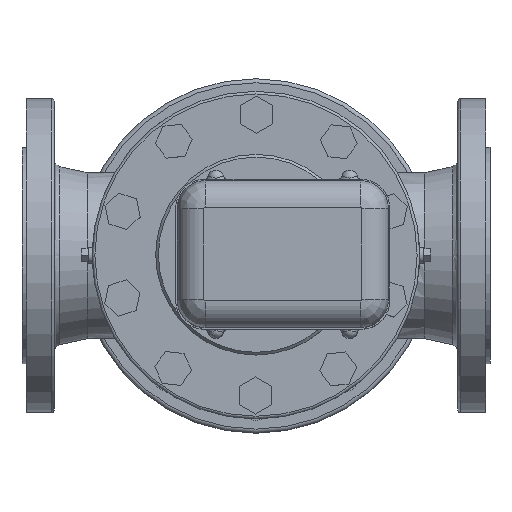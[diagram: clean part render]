
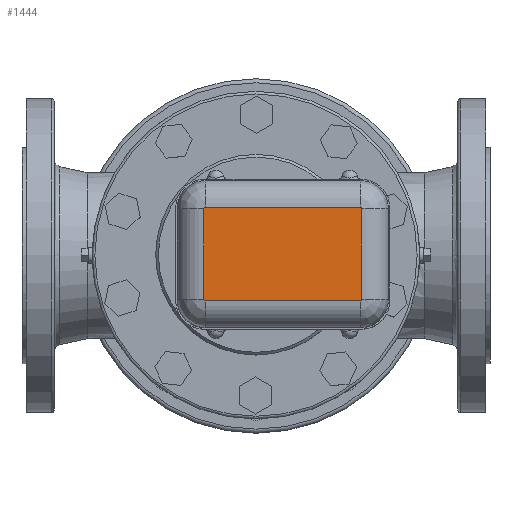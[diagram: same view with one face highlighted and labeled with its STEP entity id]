
A CAD part, top view. The second image highlights one B-rep face of the part: STEP entity #1444.
In plain terms, the highlighted planar face has unit normal (0, 0, 1).
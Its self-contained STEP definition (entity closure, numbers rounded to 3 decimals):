
#923=CARTESIAN_POINT('',(-38.0,-35.,675.));
#924=VERTEX_POINT('',#923);
#932=CARTESIAN_POINT('',(-39.,-34.,675.));
#933=VERTEX_POINT('',#932);
#934=CARTESIAN_POINT('',(-38.0,-34.,675.));
#935=DIRECTION('',(0.,0.,-1.));
#936=DIRECTION('',(-0.707,-0.707,0.));
#937=AXIS2_PLACEMENT_3D('',#934,#935,#936);
#938=CIRCLE('',#937,1.);
#939=EDGE_CURVE('',#924,#933,#938,.T.);
#967=CARTESIAN_POINT('',(78.0,-35.,675.));
#968=VERTEX_POINT('',#967);
#976=CARTESIAN_POINT('',(78.0,-35.,675.));
#977=DIRECTION('',(-1.0,0.0,0.0));
#978=VECTOR('',#977,116.0);
#979=LINE('',#976,#978);
#980=EDGE_CURVE('',#968,#924,#979,.T.);
#997=CARTESIAN_POINT('',(-39.,34.0,675.));
#998=VERTEX_POINT('',#997);
#1015=CARTESIAN_POINT('',(-39.,-34.,675.));
#1016=DIRECTION('',(0.0,1.0,0.0));
#1017=VECTOR('',#1016,68.);
#1018=LINE('',#1015,#1017);
#1019=EDGE_CURVE('',#933,#998,#1018,.T.);
#1079=CARTESIAN_POINT('',(79.,-34.,675.));
#1080=VERTEX_POINT('',#1079);
#1088=CARTESIAN_POINT('',(78.,-34.,675.));
#1089=DIRECTION('',(0.,0.,-1.0));
#1090=DIRECTION('',(0.707,-0.707,0.));
#1091=AXIS2_PLACEMENT_3D('',#1088,#1089,#1090);
#1092=CIRCLE('',#1091,1.);
#1093=EDGE_CURVE('',#1080,#968,#1092,.T.);
#1159=CARTESIAN_POINT('',(-38.,35.,675.));
#1160=VERTEX_POINT('',#1159);
#1178=CARTESIAN_POINT('',(-38.,34.0,675.));
#1179=DIRECTION('',(0.,0.,-1.0));
#1180=DIRECTION('',(-0.707,0.707,0.));
#1181=AXIS2_PLACEMENT_3D('',#1178,#1179,#1180);
#1182=CIRCLE('',#1181,1.);
#1183=EDGE_CURVE('',#998,#1160,#1182,.T.);
#1195=CARTESIAN_POINT('',(79.0,34.,675.));
#1196=VERTEX_POINT('',#1195);
#1204=CARTESIAN_POINT('',(79.0,34.,675.));
#1205=DIRECTION('',(0.0,-1.0,0.0));
#1206=VECTOR('',#1205,68.);
#1207=LINE('',#1204,#1206);
#1208=EDGE_CURVE('',#1196,#1080,#1207,.T.);
#1225=CARTESIAN_POINT('',(78.0,35.,675.));
#1226=VERTEX_POINT('',#1225);
#1243=CARTESIAN_POINT('',(-38.,35.,675.));
#1244=DIRECTION('',(1.0,0.0,0.0));
#1245=VECTOR('',#1244,116.);
#1246=LINE('',#1243,#1245);
#1247=EDGE_CURVE('',#1160,#1226,#1246,.T.);
#1314=CARTESIAN_POINT('',(78.0,34.,675.));
#1315=DIRECTION('',(0.,0.,-1.));
#1316=DIRECTION('',(0.707,0.707,0.));
#1317=AXIS2_PLACEMENT_3D('',#1314,#1315,#1316);
#1318=CIRCLE('',#1317,1.);
#1319=EDGE_CURVE('',#1226,#1196,#1318,.T.);
#1429=CARTESIAN_POINT('',(20.,0.,675.));
#1430=DIRECTION('',(0.0,0.0,1.0));
#1431=DIRECTION('',(1.0,0.0,0.0));
#1432=AXIS2_PLACEMENT_3D('',#1429,#1430,#1431);
#1433=PLANE('',#1432);
#1434=ORIENTED_EDGE('',*,*,#939,.F.);
#1435=ORIENTED_EDGE('',*,*,#980,.F.);
#1436=ORIENTED_EDGE('',*,*,#1093,.F.);
#1437=ORIENTED_EDGE('',*,*,#1208,.F.);
#1438=ORIENTED_EDGE('',*,*,#1319,.F.);
#1439=ORIENTED_EDGE('',*,*,#1247,.F.);
#1440=ORIENTED_EDGE('',*,*,#1183,.F.);
#1441=ORIENTED_EDGE('',*,*,#1019,.F.);
#1442=EDGE_LOOP('',(#1434,#1435,#1436,#1437,#1438,#1439,#1440,#1441));
#1443=FACE_OUTER_BOUND('',#1442,.T.);
#1444=ADVANCED_FACE('',(#1443),#1433,.T.);
